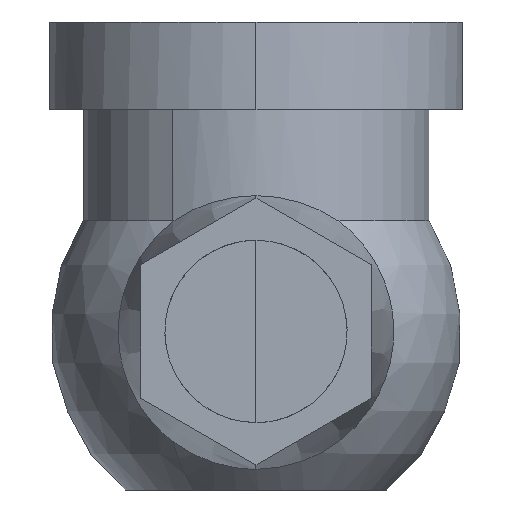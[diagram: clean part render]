
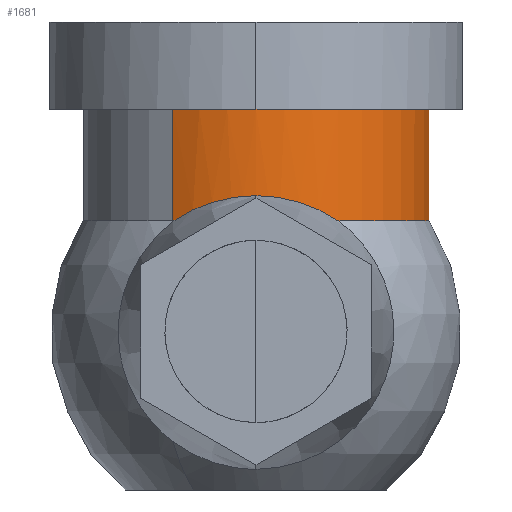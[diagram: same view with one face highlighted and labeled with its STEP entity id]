
A CAD part, left-side view. The second image highlights one B-rep face of the part: STEP entity #1681.
In plain terms, the highlighted cylindrical face has radius 39.75 mm (diameter 79.5 mm), a partial arc.
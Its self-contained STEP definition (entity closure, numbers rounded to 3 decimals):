
#459=CARTESIAN_POINT('Vertex',(-39.75,0.01,31.131)) ;
#496=CARTESIAN_POINT('Vertex',(-35.022,-18.802,25.425)) ;
#500=CARTESIAN_POINT('Control Point',(-35.022,-18.802,25.425)) ;
#501=CARTESIAN_POINT('Control Point',(-36.63,-15.806,27.432)) ;
#502=CARTESIAN_POINT('Control Point',(-38.043,-12.401,29.126)) ;
#503=CARTESIAN_POINT('Control Point',(-39.176,-8.534,30.456)) ;
#504=CARTESIAN_POINT('Control Point',(-39.751,-4.257,31.131)) ;
#505=CARTESIAN_POINT('Control Point',(-39.75,0.01,31.131)) ;
#523=CARTESIAN_POINT('Control Point',(-35.01,18.825,25.425)) ;
#524=CARTESIAN_POINT('Control Point',(-36.621,15.828,27.431)) ;
#525=CARTESIAN_POINT('Control Point',(-38.036,12.423,29.125)) ;
#526=CARTESIAN_POINT('Control Point',(-39.171,8.557,30.456)) ;
#527=CARTESIAN_POINT('Control Point',(-39.749,4.278,31.131)) ;
#528=CARTESIAN_POINT('Control Point',(-39.75,0.01,31.131)) ;
#529=CARTESIAN_POINT('Vertex',(-35.01,18.825,25.425)) ;
#1537=CARTESIAN_POINT('Axis2P3D Location',(0.,0.,51.01)) ;
#1541=CARTESIAN_POINT('Vertex',(-39.75,0.,51.01)) ;
#1543=CARTESIAN_POINT('Vertex',(34.884,-19.057,51.01)) ;
#1578=CARTESIAN_POINT('Vertex',(-34.884,19.057,51.01)) ;
#1581=CARTESIAN_POINT('Axis2P3D Location',(0.,0.,51.01)) ;
#1642=CARTESIAN_POINT('Axis2P3D Location',(0.,0.,2.405)) ;
#1647=CARTESIAN_POINT('Axis2P3D Location',(0.,0.,25.425)) ;
#1651=CARTESIAN_POINT('Vertex',(34.884,-19.057,25.425)) ;
#1654=CARTESIAN_POINT('Line Origine',(34.884,-19.057,38.71)) ;
#1659=CARTESIAN_POINT('Line Origine',(-34.884,19.057,38.71)) ;
#1663=CARTESIAN_POINT('Vertex',(-34.884,19.057,25.425)) ;
#1666=CARTESIAN_POINT('Axis2P3D Location',(0.,0.,25.425)) ;
#1656=VECTOR('Line Direction',#1655,1.) ;
#1661=VECTOR('Line Direction',#1660,1.) ;
#1538=DIRECTION('Axis2P3D Direction',(0.,0.,1.)) ;
#1582=DIRECTION('Axis2P3D Direction',(0.,0.,1.)) ;
#1643=DIRECTION('Axis2P3D Direction',(0.,0.,-1.)) ;
#1644=DIRECTION('Axis2P3D XDirection',(0.878,-0.479,0.)) ;
#1648=DIRECTION('Axis2P3D Direction',(0.,0.,-1.)) ;
#1655=DIRECTION('Vector Direction',(0.,0.,-1.)) ;
#1660=DIRECTION('Vector Direction',(0.,0.,-1.)) ;
#1667=DIRECTION('Axis2P3D Direction',(0.,0.,-1.)) ;
#1539=AXIS2_PLACEMENT_3D('Circle Axis2P3D',#1537,#1538,$) ;
#1583=AXIS2_PLACEMENT_3D('Circle Axis2P3D',#1581,#1582,$) ;
#1645=AXIS2_PLACEMENT_3D('Cylinder Axis2P3D',#1642,#1643,#1644) ;
#1649=AXIS2_PLACEMENT_3D('Circle Axis2P3D',#1647,#1648,$) ;
#1668=AXIS2_PLACEMENT_3D('Circle Axis2P3D',#1666,#1667,$) ;
#1657=LINE('Line',#1654,#1656) ;
#1662=LINE('Line',#1659,#1661) ;
#1540=CIRCLE('generated circle',#1539,39.75) ;
#1584=CIRCLE('generated circle',#1583,39.75) ;
#1650=CIRCLE('generated circle',#1649,39.75) ;
#1669=CIRCLE('generated circle',#1668,39.75) ;
#1646=CYLINDRICAL_SURFACE('generated cylinder',#1645,39.75) ;
#506=EDGE_CURVE('',#497,#460,#499,.T.) ;
#531=EDGE_CURVE('',#530,#460,#522,.T.) ;
#1545=EDGE_CURVE('',#1542,#1544,#1540,.T.) ;
#1585=EDGE_CURVE('',#1579,#1542,#1584,.T.) ;
#1653=EDGE_CURVE('',#1652,#497,#1650,.T.) ;
#1658=EDGE_CURVE('',#1544,#1652,#1657,.T.) ;
#1665=EDGE_CURVE('',#1579,#1664,#1662,.T.) ;
#1670=EDGE_CURVE('',#530,#1664,#1669,.T.) ;
#1672=ORIENTED_EDGE('',*,*,#531,.T.) ;
#1673=ORIENTED_EDGE('',*,*,#506,.F.) ;
#1674=ORIENTED_EDGE('',*,*,#1653,.F.) ;
#1675=ORIENTED_EDGE('',*,*,#1658,.F.) ;
#1676=ORIENTED_EDGE('',*,*,#1545,.F.) ;
#1677=ORIENTED_EDGE('',*,*,#1585,.F.) ;
#1678=ORIENTED_EDGE('',*,*,#1665,.T.) ;
#1679=ORIENTED_EDGE('',*,*,#1670,.F.) ;
#1671=EDGE_LOOP('',(#1672,#1673,#1674,#1675,#1676,#1677,#1678,#1679)) ;
#460=VERTEX_POINT('',#459) ;
#497=VERTEX_POINT('',#496) ;
#530=VERTEX_POINT('',#529) ;
#1542=VERTEX_POINT('',#1541) ;
#1544=VERTEX_POINT('',#1543) ;
#1579=VERTEX_POINT('',#1578) ;
#1652=VERTEX_POINT('',#1651) ;
#1664=VERTEX_POINT('',#1663) ;
#1681=ADVANCED_FACE('Solid1',(#1680),#1646,.T.) ;
#499=B_SPLINE_CURVE_WITH_KNOTS('',5,(#500,#501,#502,#503,#504,#505),.UNSPECIFIED.,.F.,.U.,(6,6),(0.,21.344),.UNSPECIFIED.) ;
#522=B_SPLINE_CURVE_WITH_KNOTS('',5,(#523,#524,#525,#526,#527,#528),.UNSPECIFIED.,.F.,.U.,(6,6),(0.,21.351),.UNSPECIFIED.) ;
#1680=FACE_OUTER_BOUND('',#1671,.T.) ;
